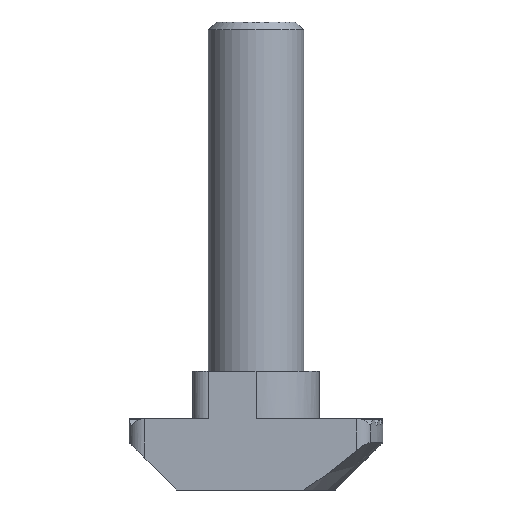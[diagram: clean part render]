
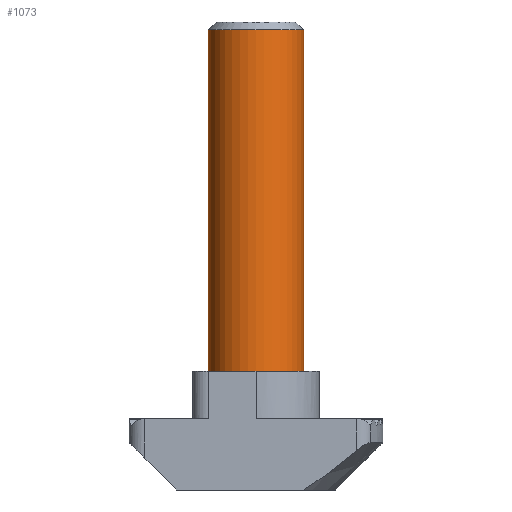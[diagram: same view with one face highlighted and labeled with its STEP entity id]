
A CAD part, front view. The second image highlights one B-rep face of the part: STEP entity #1073.
In plain terms, the highlighted cylindrical face has radius 3 mm (diameter 6 mm), a full revolution.
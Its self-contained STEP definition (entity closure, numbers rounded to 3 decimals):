
#1046=CARTESIAN_POINT('',(0.0,0.0,-0.769));
#1047=DIRECTION('',(0.0,0.0,1.0));
#1048=DIRECTION('',(-1.0,0.0,0.0));
#1049=AXIS2_PLACEMENT_3D('',#1046,#1047,#1048);
#1050=CYLINDRICAL_SURFACE('',#1049,3.0);
#1051=CARTESIAN_POINT('',(-3.0,0.0,29.));
#1052=VERTEX_POINT('',#1051);
#1053=CARTESIAN_POINT('',(0.0,0.0,29.));
#1054=DIRECTION('',(0.0,0.0,-1.0));
#1055=DIRECTION('',(-1.0,0.0,0.0));
#1056=AXIS2_PLACEMENT_3D('',#1053,#1054,#1055);
#1057=CIRCLE('',#1056,3.0);
#1058=EDGE_CURVE('',#1052,#1052,#1057,.T.);
#1059=ORIENTED_EDGE('',*,*,#1058,.T.);
#1060=EDGE_LOOP('',(#1059));
#1061=FACE_OUTER_BOUND('',#1060,.T.);
#1062=CARTESIAN_POINT('',(-3.0,0.0,7.5));
#1063=VERTEX_POINT('',#1062);
#1064=CARTESIAN_POINT('',(0.0,0.0,7.5));
#1065=DIRECTION('',(0.0,0.0,1.0));
#1066=DIRECTION('',(-1.0,0.0,0.0));
#1067=AXIS2_PLACEMENT_3D('',#1064,#1065,#1066);
#1068=CIRCLE('',#1067,3.0);
#1069=EDGE_CURVE('',#1063,#1063,#1068,.T.);
#1070=ORIENTED_EDGE('',*,*,#1069,.T.);
#1071=EDGE_LOOP('',(#1070));
#1072=FACE_BOUND('',#1071,.T.);
#1073=ADVANCED_FACE('',(#1061,#1072),#1050,.T.);
